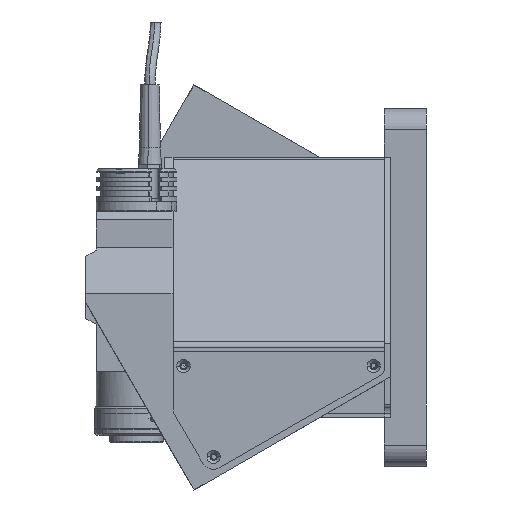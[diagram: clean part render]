
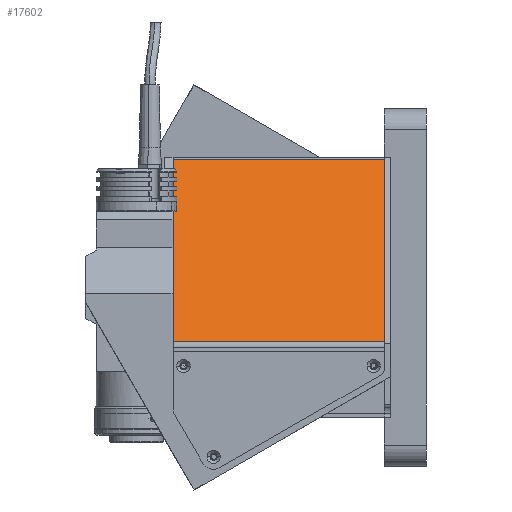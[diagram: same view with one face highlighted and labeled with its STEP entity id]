
A CAD part, left-side view. The second image highlights one B-rep face of the part: STEP entity #17602.
In plain terms, the highlighted planar face has unit normal (-0.707, 0, 0.707).
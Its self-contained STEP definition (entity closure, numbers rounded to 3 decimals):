
#311 = VECTOR ( 'NONE', #14895, 1000. ) ;
#1060 = LINE ( 'NONE', #15470, #311 ) ;
#1571 = CARTESIAN_POINT ( 'NONE',  ( -144.635, 3., 60.828 ) ) ;
#2078 = ORIENTED_EDGE ( 'NONE', *, *, #5028, .F. ) ;
#4358 = CARTESIAN_POINT ( 'NONE',  ( -231.078, 3., -25.615 ) ) ;
#4651 = ORIENTED_EDGE ( 'NONE', *, *, #5384, .F. ) ;
#5028 = EDGE_CURVE ( 'NONE', #26339, #5313, #9694, .T. ) ;
#5107 = CARTESIAN_POINT ( 'NONE',  ( -144.049, 3., 61.414 ) ) ;
#5219 = EDGE_CURVE ( 'NONE', #5313, #22943, #1060, .T. ) ;
#5295 = EDGE_CURVE ( 'NONE', #26339, #17770, #30132, .T. ) ;
#5313 = VERTEX_POINT ( 'NONE', #11781 ) ;
#5384 = EDGE_CURVE ( 'NONE', #22943, #17770, #16484, .T. ) ;
#7411 = AXIS2_PLACEMENT_3D ( 'NONE', #22039, #21938, #21617 ) ;
#9694 = LINE ( 'NONE', #19133, #27683 ) ;
#10459 = FACE_OUTER_BOUND ( 'NONE', #23500, .T. ) ;
#11368 = DIRECTION ( 'NONE',  ( 0., -1., 0. ) ) ;
#11577 = CARTESIAN_POINT ( 'NONE',  ( -144.635, -215.546, 60.828 ) ) ;
#11781 = CARTESIAN_POINT ( 'NONE',  ( -231.078, 103.5, -25.615 ) ) ;
#12717 = DIRECTION ( 'NONE',  ( 0.707, 0., 0.707 ) ) ;
#14895 = DIRECTION ( 'NONE',  ( 0.707, 0., 0.707 ) ) ;
#15470 = CARTESIAN_POINT ( 'NONE',  ( -144.049, 103.5, 61.414 ) ) ;
#16265 = CARTESIAN_POINT ( 'NONE',  ( -144.635, 103.5, 60.828 ) ) ;
#16484 = LINE ( 'NONE', #11577, #17265 ) ;
#17265 = VECTOR ( 'NONE', #11368, 1000. ) ;
#17602 = ADVANCED_FACE ( 'NONE', ( #10459 ), #23892, .T. ) ;
#17770 = VERTEX_POINT ( 'NONE', #1571 ) ;
#19133 = CARTESIAN_POINT ( 'NONE',  ( -231.078, -215.546, -25.615 ) ) ;
#19457 = DIRECTION ( 'NONE',  ( 0., 1., 0. ) ) ;
#21617 = DIRECTION ( 'NONE',  ( -0.707, 0., -0.707 ) ) ;
#21938 = DIRECTION ( 'NONE',  ( -0.707, 0., 0.707 ) ) ;
#22039 = CARTESIAN_POINT ( 'NONE',  ( -144.049, -215.546, 61.414 ) ) ;
#22943 = VERTEX_POINT ( 'NONE', #16265 ) ;
#23500 = EDGE_LOOP ( 'NONE', ( #25727, #4651, #26801, #2078 ) ) ;
#23892 = PLANE ( 'NONE',  #7411 ) ;
#25727 = ORIENTED_EDGE ( 'NONE', *, *, #5295, .T. ) ;
#26339 = VERTEX_POINT ( 'NONE', #4358 ) ;
#26801 = ORIENTED_EDGE ( 'NONE', *, *, #5219, .F. ) ;
#27683 = VECTOR ( 'NONE', #19457, 1000. ) ;
#29436 = VECTOR ( 'NONE', #12717, 1000. ) ;
#30132 = LINE ( 'NONE', #5107, #29436 ) ;
